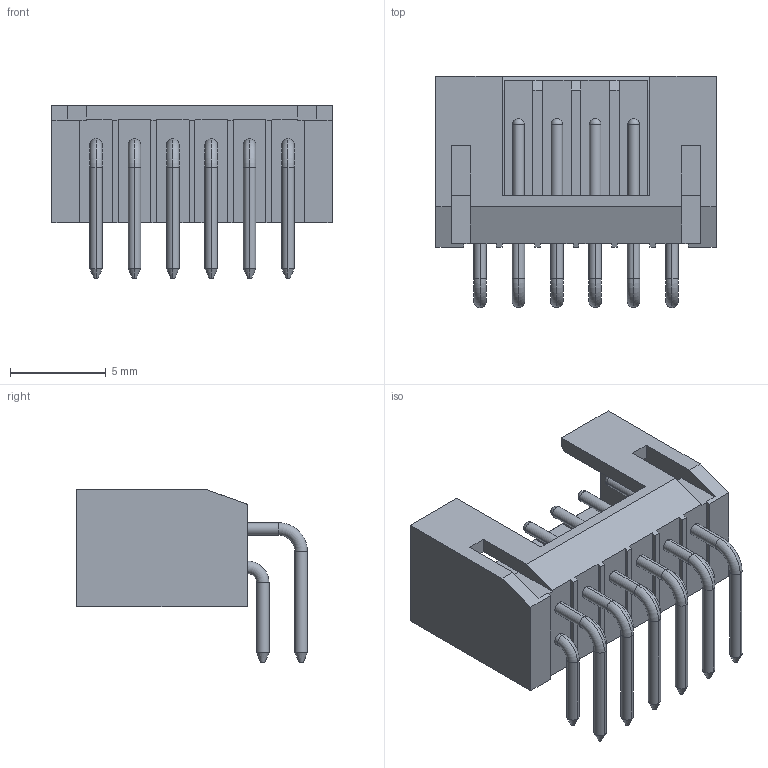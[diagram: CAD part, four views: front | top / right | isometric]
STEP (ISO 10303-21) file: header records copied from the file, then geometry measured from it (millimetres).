
FILE_DESCRIPTION((''),'2;1');
FILE_NAME('F0JL24-S12RD000-01','2025-10-16T',('工程三'),(''),'PRO/ENGINEER BY PARAMETRIC TECHNOLOGY CORPORATION, 2010280','PRO/ENGINEER BY PARAMETRIC TECHNOLOGY CORPORATION, 2010280','');
FILE_SCHEMA(('CONFIG_CONTROL_DESIGN'));
Length unit declared in the file: millimetre
Products named in the file (1): F0JL24-S12RD000-01
Bounding box: 14.6 x 12.03 x 9 mm (x, y, z)
Volume: 407 mm3; surface area: 966 mm2
Topology: 1 solids, 1 shells, 243 faces, 581 edges, 336 vertices
Faces by surface type: plane 99, cylinder 72, torus 24, cone 24, sphere 24
Entity records: 6825 total; most frequent: DIRECTION 1259, CARTESIAN_POINT 1136, ORIENTED_EDGE 1114, EDGE_CURVE 557, AXIS2_PLACEMENT_3D 459, VECTOR 341, LINE 341, VERTEX_POINT 336
